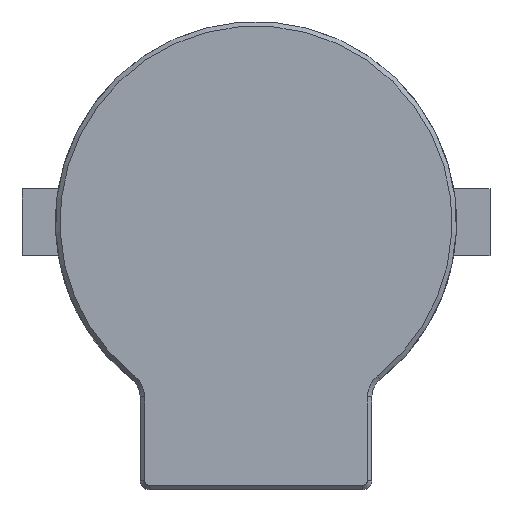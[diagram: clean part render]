
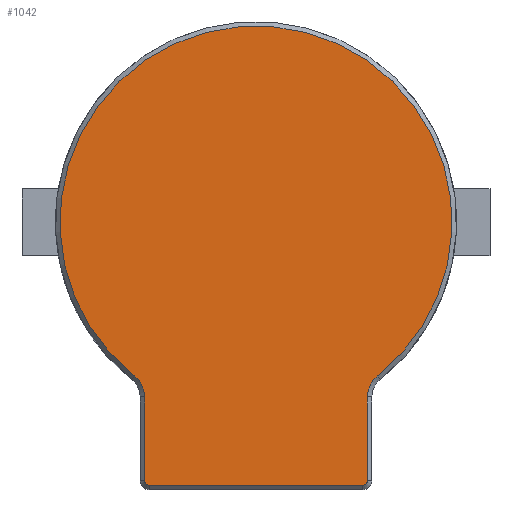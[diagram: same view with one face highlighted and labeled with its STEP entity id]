
A CAD part, top view. The second image highlights one B-rep face of the part: STEP entity #1042.
In plain terms, the highlighted planar face has unit normal (0, 0, 1).
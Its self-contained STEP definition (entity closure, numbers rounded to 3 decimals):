
#60=LINE('',#1631,#168);
#65=LINE('',#1645,#173);
#71=LINE('',#1666,#179);
#168=VECTOR('',#1297,10.);
#173=VECTOR('',#1310,10.);
#179=VECTOR('',#1334,10.);
#256=PLANE('',#1153);
#311=FACE_OUTER_BOUND('',#377,.T.);
#377=EDGE_LOOP('',(#834,#835,#836,#837,#838,#839,#840,#841));
#434=CIRCLE('',#1131,0.1);
#436=CIRCLE('',#1135,0.6);
#437=CIRCLE('',#1137,4.4);
#439=CIRCLE('',#1140,0.6);
#441=CIRCLE('',#1144,0.1);
#495=VERTEX_POINT('',#1628);
#496=VERTEX_POINT('',#1630);
#499=VERTEX_POINT('',#1638);
#501=VERTEX_POINT('',#1643);
#502=VERTEX_POINT('',#1649);
#503=VERTEX_POINT('',#1653);
#505=VERTEX_POINT('',#1659);
#507=VERTEX_POINT('',#1664);
#602=EDGE_CURVE('',#495,#496,#60,.T.);
#607=EDGE_CURVE('',#499,#495,#434,.T.);
#609=EDGE_CURVE('',#501,#499,#65,.T.);
#613=EDGE_CURVE('',#502,#501,#436,.T.);
#615=EDGE_CURVE('',#503,#502,#437,.T.);
#618=EDGE_CURVE('',#505,#503,#439,.T.);
#620=EDGE_CURVE('',#507,#505,#71,.T.);
#623=EDGE_CURVE('',#496,#507,#441,.T.);
#834=ORIENTED_EDGE('',*,*,#602,.F.);
#835=ORIENTED_EDGE('',*,*,#607,.F.);
#836=ORIENTED_EDGE('',*,*,#609,.F.);
#837=ORIENTED_EDGE('',*,*,#613,.F.);
#838=ORIENTED_EDGE('',*,*,#615,.F.);
#839=ORIENTED_EDGE('',*,*,#618,.F.);
#840=ORIENTED_EDGE('',*,*,#620,.F.);
#841=ORIENTED_EDGE('',*,*,#623,.F.);
#1042=ADVANCED_FACE('',(#311),#256,.T.);
#1131=AXIS2_PLACEMENT_3D('',#1640,#1305,#1306);
#1135=AXIS2_PLACEMENT_3D('',#1651,#1317,#1318);
#1137=AXIS2_PLACEMENT_3D('',#1655,#1322,#1323);
#1140=AXIS2_PLACEMENT_3D('',#1661,#1329,#1330);
#1144=AXIS2_PLACEMENT_3D('',#1670,#1340,#1341);
#1153=AXIS2_PLACEMENT_3D('',#1695,#1366,#1367);
#1297=DIRECTION('',(-1.,0.,0.));
#1305=DIRECTION('center_axis',(0.,0.,-1.));
#1306=DIRECTION('ref_axis',(0.707,-0.707,0.));
#1310=DIRECTION('',(0.,-1.,0.));
#1317=DIRECTION('center_axis',(0.,0.,1.));
#1318=DIRECTION('ref_axis',(-0.9,0.436,0.));
#1322=DIRECTION('center_axis',(0.,0.,-1.));
#1323=DIRECTION('ref_axis',(1.,0.,0.));
#1329=DIRECTION('center_axis',(0.,0.,1.));
#1330=DIRECTION('ref_axis',(0.9,0.436,0.));
#1334=DIRECTION('',(0.,1.,0.));
#1340=DIRECTION('center_axis',(0.,0.,-1.));
#1341=DIRECTION('ref_axis',(-0.707,-0.707,0.));
#1366=DIRECTION('center_axis',(0.,0.,1.));
#1367=DIRECTION('ref_axis',(1.,0.,0.));
#1628=CARTESIAN_POINT('',(2.4,-5.9,2.7));
#1630=CARTESIAN_POINT('',(-2.4,-5.9,2.7));
#1631=CARTESIAN_POINT('',(-1.3,-5.9,2.7));
#1638=CARTESIAN_POINT('',(2.5,-5.8,2.7));
#1640=CARTESIAN_POINT('Origin',(2.4,-5.8,2.7));
#1643=CARTESIAN_POINT('',(2.5,-3.923,2.7));
#1645=CARTESIAN_POINT('',(2.5,-3.375,2.7));
#1649=CARTESIAN_POINT('',(2.728,-3.452,2.7));
#1651=CARTESIAN_POINT('Origin',(3.1,-3.923,2.7));
#1653=CARTESIAN_POINT('',(-2.728,-3.452,2.7));
#1655=CARTESIAN_POINT('Origin',(0.,0.,2.7));
#1659=CARTESIAN_POINT('',(-2.5,-3.923,2.7));
#1661=CARTESIAN_POINT('Origin',(-3.1,-3.923,2.7));
#1664=CARTESIAN_POINT('',(-2.5,-5.8,2.7));
#1666=CARTESIAN_POINT('',(-2.5,-2.211,2.7));
#1670=CARTESIAN_POINT('Origin',(-2.4,-5.8,2.7));
#1695=CARTESIAN_POINT('Origin',(0.,-0.75,2.7));
